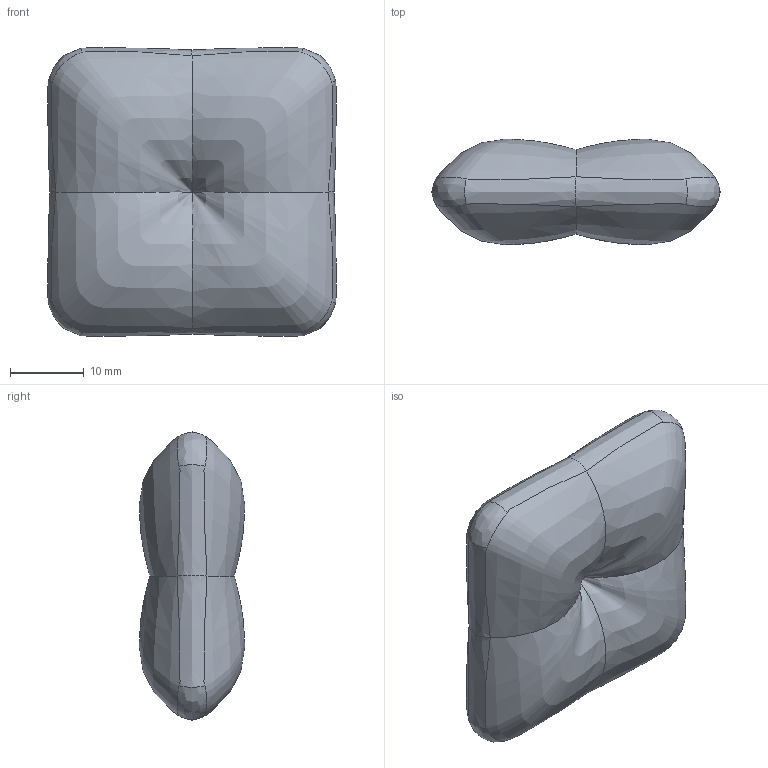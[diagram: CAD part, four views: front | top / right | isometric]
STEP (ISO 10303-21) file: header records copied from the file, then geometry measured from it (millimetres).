
FILE_DESCRIPTION (( 'STEP AP214' ), '1' );
FILE_NAME ('Pillow.STEP', '2022-05-14T01:18:37', ( '' ), ( '' ), 'SwSTEP 2.0', 'SolidWorks 2018', '' );
FILE_SCHEMA (( 'AUTOMOTIVE_DESIGN' ));
Length unit declared in the file: millimetre
Products named in the file (1): Pillow
Bounding box: 39.15 x 14.29 x 39.15 mm (x, y, z)
Volume: 14847 mm3; surface area: 3916.3 mm2
Topology: 1 solids, 1 shells, 20 faces, 64 edges, 44 vertices
Faces by surface type: bspline 20
Entity records: 4974 total; most frequent: CARTESIAN_POINT 4505, ORIENTED_EDGE 128, EDGE_CURVE 64, B_SPLINE_CURVE_WITH_KNOTS 44, VERTEX_POINT 44, DIRECTION 42, AXIS2_PLACEMENT_3D 21, FACE_OUTER_BOUND 20
